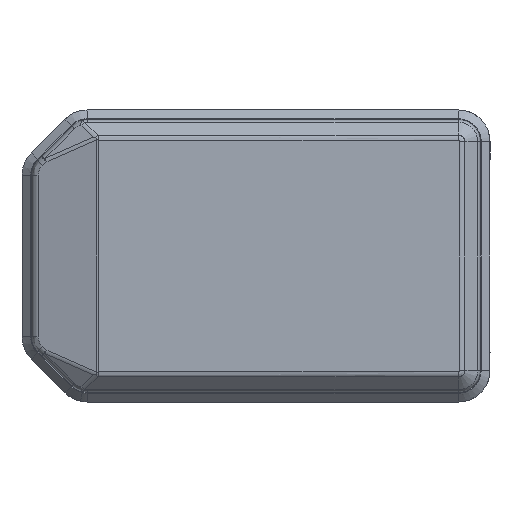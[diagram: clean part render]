
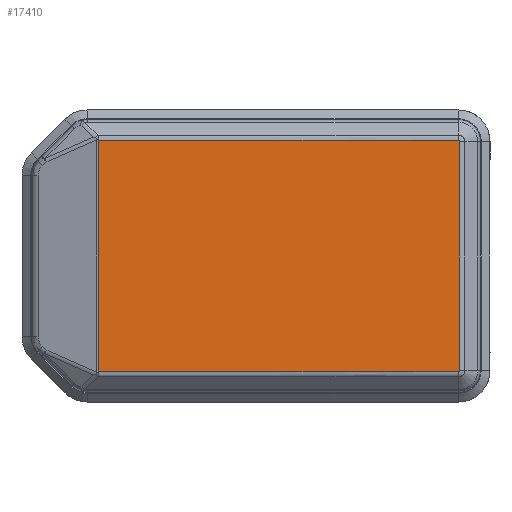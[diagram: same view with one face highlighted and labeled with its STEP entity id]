
A CAD part, left-side view. The second image highlights one B-rep face of the part: STEP entity #17410.
In plain terms, the highlighted planar face has unit normal (-1, 0, 0).
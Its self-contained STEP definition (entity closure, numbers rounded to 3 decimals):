
#228=B_SPLINE_CURVE_WITH_KNOTS('',3,(#25247,#25248,#25249,#25250,#25251,
#25252,#25253,#25254,#25255,#25256,#25257,#25258,#25259,#25260,#25261,#25262,
#25263,#25264,#25265,#25266,#25267,#25268,#25269,#25270,#25271),
 .UNSPECIFIED.,.F.,.F.,(4,3,3,3,3,3,3,3,4),(0.,0.172,0.249,
0.416,0.5,0.656,0.752,0.898,
1.),.UNSPECIFIED.);
#229=B_SPLINE_CURVE_WITH_KNOTS('',3,(#25274,#25275,#25276,#25277,#25278,
#25279,#25280,#25281,#25282,#25283,#25284,#25285,#25286,#25287,#25288,#25289,
#25290,#25291,#25292,#25293,#25294,#25295,#25296,#25297,#25298),
 .UNSPECIFIED.,.F.,.F.,(4,3,3,3,3,3,3,3,4),(0.,0.172,0.249,
0.416,0.5,0.656,0.752,0.898,
1.),.UNSPECIFIED.);
#346=PLANE('',#18588);
#1153=FACE_OUTER_BOUND('',#2157,.T.);
#2157=EDGE_LOOP('',(#12360,#12361,#12362,#12363,#12364,#12365));
#3262=LINE('',#25241,#5354);
#3263=LINE('',#25243,#5355);
#3264=LINE('',#25245,#5356);
#3265=LINE('',#25273,#5357);
#5354=VECTOR('',#20327,10.);
#5355=VECTOR('',#20328,10.);
#5356=VECTOR('',#20329,10.);
#5357=VECTOR('',#20330,10.);
#7907=VERTEX_POINT('',#25239);
#7908=VERTEX_POINT('',#25240);
#7909=VERTEX_POINT('',#25242);
#7910=VERTEX_POINT('',#25244);
#7911=VERTEX_POINT('',#25246);
#7912=VERTEX_POINT('',#25272);
#9637=EDGE_CURVE('',#7907,#7908,#3262,.T.);
#9638=EDGE_CURVE('',#7908,#7909,#3263,.T.);
#9639=EDGE_CURVE('',#7909,#7910,#3264,.T.);
#9640=EDGE_CURVE('',#7910,#7911,#228,.T.);
#9641=EDGE_CURVE('',#7911,#7912,#3265,.T.);
#9642=EDGE_CURVE('',#7912,#7907,#229,.T.);
#12360=ORIENTED_EDGE('',*,*,#9637,.T.);
#12361=ORIENTED_EDGE('',*,*,#9638,.T.);
#12362=ORIENTED_EDGE('',*,*,#9639,.T.);
#12363=ORIENTED_EDGE('',*,*,#9640,.T.);
#12364=ORIENTED_EDGE('',*,*,#9641,.T.);
#12365=ORIENTED_EDGE('',*,*,#9642,.T.);
#17410=ADVANCED_FACE('',(#1153),#346,.T.);
#18588=AXIS2_PLACEMENT_3D('',#25238,#20325,#20326);
#20325=DIRECTION('center_axis',(-1.,0.,
0.));
#20326=DIRECTION('ref_axis',(0.,-1.,0.));
#20327=DIRECTION('',(0.,1.,0.));
#20328=DIRECTION('',(0.,0.,-1.));
#20329=DIRECTION('',(0.,-1.,0.));
#20330=DIRECTION('',(0.,0.,1.));
#25238=CARTESIAN_POINT('Origin',(-23.47,-11.1,10.875));
#25239=CARTESIAN_POINT('',(-23.472,-49.6,13.169));
#25240=CARTESIAN_POINT('',(-23.47,-8.704,13.169));
#25241=CARTESIAN_POINT('',(-23.472,-49.6,13.169));
#25242=CARTESIAN_POINT('',(-23.47,-8.704,-13.169));
#25243=CARTESIAN_POINT('',(-23.47,-8.704,13.169));
#25244=CARTESIAN_POINT('',(-23.472,-49.6,-13.169));
#25245=CARTESIAN_POINT('',(-23.47,-8.704,-13.169));
#25246=CARTESIAN_POINT('',(-23.472,-49.768,-13.));
#25247=CARTESIAN_POINT('Ctrl Pts',(-23.472,-49.6,
-13.169));
#25248=CARTESIAN_POINT('Ctrl Pts',(-23.472,-49.615,-13.169));
#25249=CARTESIAN_POINT('Ctrl Pts',(-23.472,-49.63,
-13.167));
#25250=CARTESIAN_POINT('Ctrl Pts',(-23.472,-49.645,
-13.163));
#25251=CARTESIAN_POINT('Ctrl Pts',(-23.472,-49.651,
-13.161));
#25252=CARTESIAN_POINT('Ctrl Pts',(-23.472,-49.658,
-13.158));
#25253=CARTESIAN_POINT('Ctrl Pts',(-23.472,-49.664,
-13.156));
#25254=CARTESIAN_POINT('Ctrl Pts',(-23.472,-49.678,
-13.15));
#25255=CARTESIAN_POINT('Ctrl Pts',(-23.472,-49.691,
-13.143));
#25256=CARTESIAN_POINT('Ctrl Pts',(-23.472,-49.702,
-13.134));
#25257=CARTESIAN_POINT('Ctrl Pts',(-23.472,-49.708,
-13.129));
#25258=CARTESIAN_POINT('Ctrl Pts',(-23.472,-49.714,
-13.124));
#25259=CARTESIAN_POINT('Ctrl Pts',(-23.472,-49.719,
-13.119));
#25260=CARTESIAN_POINT('Ctrl Pts',(-23.472,-49.729,
-13.11));
#25261=CARTESIAN_POINT('Ctrl Pts',(-23.472,-49.737,
-13.099));
#25262=CARTESIAN_POINT('Ctrl Pts',(-23.472,-49.744,
-13.087));
#25263=CARTESIAN_POINT('Ctrl Pts',(-23.472,-49.748,
-13.08));
#25264=CARTESIAN_POINT('Ctrl Pts',(-23.472,-49.752,
-13.072));
#25265=CARTESIAN_POINT('Ctrl Pts',(-23.472,-49.755,
-13.065));
#25266=CARTESIAN_POINT('Ctrl Pts',(-23.472,-49.76,
-13.053));
#25267=CARTESIAN_POINT('Ctrl Pts',(-23.472,-49.764,
-13.04));
#25268=CARTESIAN_POINT('Ctrl Pts',(-23.472,-49.766,
-13.027));
#25269=CARTESIAN_POINT('Ctrl Pts',(-23.472,-49.767,
-13.018));
#25270=CARTESIAN_POINT('Ctrl Pts',(-23.472,-49.768,
-13.009));
#25271=CARTESIAN_POINT('Ctrl Pts',(-23.472,-49.768,-13.));
#25272=CARTESIAN_POINT('',(-23.472,-49.768,13.));
#25273=CARTESIAN_POINT('',(-23.472,-49.768,-13.));
#25274=CARTESIAN_POINT('Ctrl Pts',(-23.472,-49.768,
13.));
#25275=CARTESIAN_POINT('Ctrl Pts',(-23.472,-49.768,
13.015));
#25276=CARTESIAN_POINT('Ctrl Pts',(-23.472,-49.766,
13.03));
#25277=CARTESIAN_POINT('Ctrl Pts',(-23.472,-49.762,13.045));
#25278=CARTESIAN_POINT('Ctrl Pts',(-23.472,-49.76,
13.052));
#25279=CARTESIAN_POINT('Ctrl Pts',(-23.472,-49.758,
13.058));
#25280=CARTESIAN_POINT('Ctrl Pts',(-23.472,-49.755,
13.065));
#25281=CARTESIAN_POINT('Ctrl Pts',(-23.472,-49.75,
13.078));
#25282=CARTESIAN_POINT('Ctrl Pts',(-23.472,-49.742,
13.091));
#25283=CARTESIAN_POINT('Ctrl Pts',(-23.472,-49.733,
13.103));
#25284=CARTESIAN_POINT('Ctrl Pts',(-23.472,-49.729,
13.109));
#25285=CARTESIAN_POINT('Ctrl Pts',(-23.472,-49.724,
13.114));
#25286=CARTESIAN_POINT('Ctrl Pts',(-23.472,-49.719,
13.119));
#25287=CARTESIAN_POINT('Ctrl Pts',(-23.472,-49.709,
13.129));
#25288=CARTESIAN_POINT('Ctrl Pts',(-23.472,-49.698,
13.137));
#25289=CARTESIAN_POINT('Ctrl Pts',(-23.472,-49.687,
13.145));
#25290=CARTESIAN_POINT('Ctrl Pts',(-23.472,-49.679,13.149));
#25291=CARTESIAN_POINT('Ctrl Pts',(-23.472,-49.672,
13.153));
#25292=CARTESIAN_POINT('Ctrl Pts',(-23.472,-49.664,
13.156));
#25293=CARTESIAN_POINT('Ctrl Pts',(-23.472,-49.652,
13.161));
#25294=CARTESIAN_POINT('Ctrl Pts',(-23.472,-49.64,13.164));
#25295=CARTESIAN_POINT('Ctrl Pts',(-23.472,-49.627,
13.166));
#25296=CARTESIAN_POINT('Ctrl Pts',(-23.472,-49.618,13.168));
#25297=CARTESIAN_POINT('Ctrl Pts',(-23.472,-49.609,
13.169));
#25298=CARTESIAN_POINT('Ctrl Pts',(-23.472,-49.6,
13.169));
